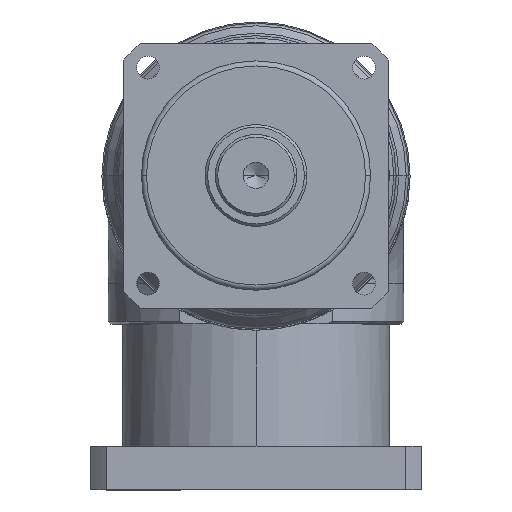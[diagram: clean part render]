
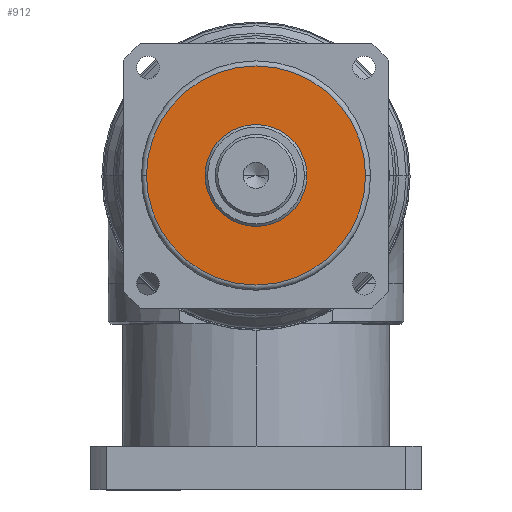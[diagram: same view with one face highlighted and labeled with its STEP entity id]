
A CAD part, top view. The second image highlights one B-rep face of the part: STEP entity #912.
In plain terms, the highlighted planar face has unit normal (0, 0, 1).
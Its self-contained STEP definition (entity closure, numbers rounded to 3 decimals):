
#3 = FACE_OUTER_BOUND ( 'NONE', #1815, .T. ) ;
#90 = CARTESIAN_POINT ( 'NONE',  ( 0., 0., 133.7 ) ) ;
#193 = ORIENTED_EDGE ( 'NONE', *, *, #1886, .F. ) ;
#531 = CARTESIAN_POINT ( 'NONE',  ( 0., 0., 133.7 ) ) ;
#589 = DIRECTION ( 'NONE',  ( 0., 0., 1. ) ) ;
#693 = EDGE_CURVE ( 'NONE', #2877, #2593, #2655, .T. ) ;
#824 = DIRECTION ( 'NONE',  ( 0., 0., 1. ) ) ;
#828 = DIRECTION ( 'NONE',  ( 1., 0., 0. ) ) ;
#865 = CIRCLE ( 'NONE', #3647, 43. ) ;
#880 = EDGE_LOOP ( 'NONE', ( #1498, #193 ) ) ;
#912 = ADVANCED_FACE ( 'NONE', ( #3, #2211 ), #2702, .T. ) ;
#962 = VERTEX_POINT ( 'NONE', #3025 ) ;
#984 = CARTESIAN_POINT ( 'NONE',  ( 43., 0., 133.7 ) ) ;
#1111 = AXIS2_PLACEMENT_3D ( 'NONE', #2407, #1538, #3583 ) ;
#1204 = DIRECTION ( 'NONE',  ( 0., 0., 1. ) ) ;
#1424 = EDGE_CURVE ( 'NONE', #2593, #2877, #865, .T. ) ;
#1498 = ORIENTED_EDGE ( 'NONE', *, *, #1511, .F. ) ;
#1511 = EDGE_CURVE ( 'NONE', #2089, #962, #1937, .T. ) ;
#1538 = DIRECTION ( 'NONE',  ( 0., 0., 1. ) ) ;
#1674 = AXIS2_PLACEMENT_3D ( 'NONE', #531, #2544, #828 ) ;
#1766 = AXIS2_PLACEMENT_3D ( 'NONE', #90, #589, #1796 ) ;
#1796 = DIRECTION ( 'NONE',  ( 1., 0., 0. ) ) ;
#1815 = EDGE_LOOP ( 'NONE', ( #3510, #1823 ) ) ;
#1823 = ORIENTED_EDGE ( 'NONE', *, *, #1424, .T. ) ;
#1886 = EDGE_CURVE ( 'NONE', #962, #2089, #3508, .T. ) ;
#1937 = CIRCLE ( 'NONE', #2592, 20. ) ;
#2073 = CARTESIAN_POINT ( 'NONE',  ( -43., 0., 133.7 ) ) ;
#2089 = VERTEX_POINT ( 'NONE', #3419 ) ;
#2211 = FACE_BOUND ( 'NONE', #880, .T. ) ;
#2407 = CARTESIAN_POINT ( 'NONE',  ( 0., 0., 133.7 ) ) ;
#2539 = CARTESIAN_POINT ( 'NONE',  ( 0., 0., 133.7 ) ) ;
#2544 = DIRECTION ( 'NONE',  ( 0., 0., 1. ) ) ;
#2592 = AXIS2_PLACEMENT_3D ( 'NONE', #2961, #1204, #3250 ) ;
#2593 = VERTEX_POINT ( 'NONE', #2073 ) ;
#2655 = CIRCLE ( 'NONE', #1766, 43. ) ;
#2702 = PLANE ( 'NONE',  #1111 ) ;
#2851 = DIRECTION ( 'NONE',  ( 1., 0., 0. ) ) ;
#2877 = VERTEX_POINT ( 'NONE', #984 ) ;
#2961 = CARTESIAN_POINT ( 'NONE',  ( 0., 0., 133.7 ) ) ;
#3025 = CARTESIAN_POINT ( 'NONE',  ( -20., 0., 133.7 ) ) ;
#3250 = DIRECTION ( 'NONE',  ( 1., 0., 0. ) ) ;
#3419 = CARTESIAN_POINT ( 'NONE',  ( 20., 0., 133.7 ) ) ;
#3508 = CIRCLE ( 'NONE', #1674, 20. ) ;
#3510 = ORIENTED_EDGE ( 'NONE', *, *, #693, .T. ) ;
#3583 = DIRECTION ( 'NONE',  ( 1., 0., 0. ) ) ;
#3647 = AXIS2_PLACEMENT_3D ( 'NONE', #2539, #824, #2851 ) ;
